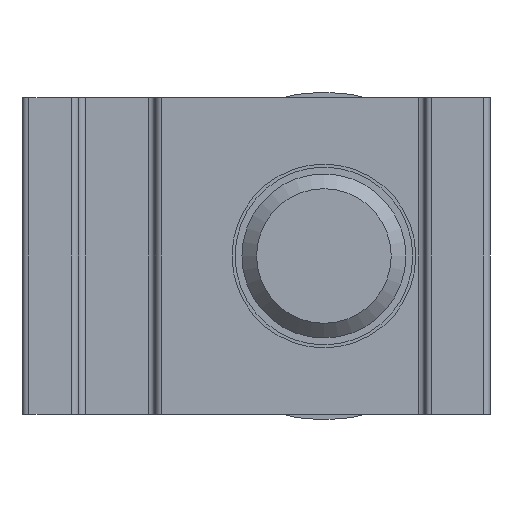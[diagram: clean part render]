
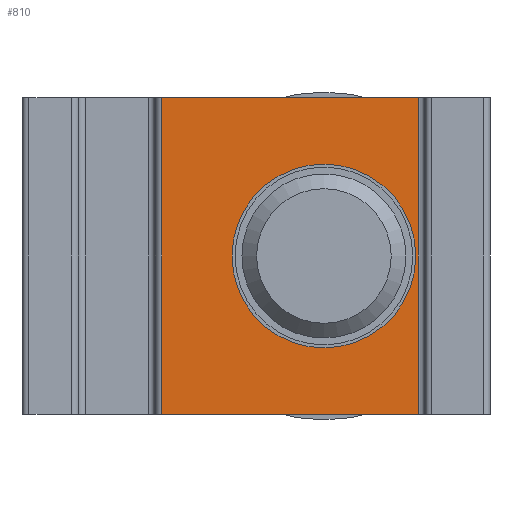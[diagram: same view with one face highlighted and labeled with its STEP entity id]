
A CAD part, front view. The second image highlights one B-rep face of the part: STEP entity #810.
In plain terms, the highlighted planar face has unit normal (0, -1, 0).
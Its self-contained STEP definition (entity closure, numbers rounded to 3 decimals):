
#55=FACE_BOUND('',#143,.T.);
#65=PLANE('',#950);
#94=FACE_OUTER_BOUND('',#142,.T.);
#142=EDGE_LOOP('',(#601,#602,#603,#604));
#143=EDGE_LOOP('',(#605));
#191=LINE('',#1308,#251);
#202=LINE('',#1345,#262);
#209=LINE('',#1365,#269);
#210=LINE('',#1367,#270);
#251=VECTOR('',#1045,10.);
#262=VECTOR('',#1076,10.);
#269=VECTOR('',#1099,10.);
#270=VECTOR('',#1102,10.);
#322=CIRCLE('',#951,6.725);
#360=VERTEX_POINT('',#1305);
#361=VERTEX_POINT('',#1307);
#377=VERTEX_POINT('',#1343);
#382=VERTEX_POINT('',#1363);
#383=VERTEX_POINT('',#1368);
#439=EDGE_CURVE('',#361,#360,#191,.T.);
#458=EDGE_CURVE('',#377,#360,#202,.T.);
#468=EDGE_CURVE('',#361,#382,#209,.T.);
#469=EDGE_CURVE('',#382,#377,#210,.T.);
#470=EDGE_CURVE('',#383,#383,#322,.T.);
#601=ORIENTED_EDGE('',*,*,#458,.F.);
#602=ORIENTED_EDGE('',*,*,#469,.F.);
#603=ORIENTED_EDGE('',*,*,#468,.F.);
#604=ORIENTED_EDGE('',*,*,#439,.T.);
#605=ORIENTED_EDGE('',*,*,#470,.T.);
#810=ADVANCED_FACE('',(#94,#55),#65,.T.);
#950=AXIS2_PLACEMENT_3D('',#1366,#1100,#1101);
#951=AXIS2_PLACEMENT_3D('',#1369,#1103,#1104);
#1045=DIRECTION('',(1.,0.,0.));
#1076=DIRECTION('',(0.,0.,-1.));
#1099=DIRECTION('',(0.,0.,1.));
#1100=DIRECTION('center_axis',(0.,-1.,0.));
#1101=DIRECTION('ref_axis',(1.,0.,0.));
#1102=DIRECTION('',(1.,0.,0.));
#1103=DIRECTION('center_axis',(0.,1.,0.));
#1104=DIRECTION('ref_axis',(1.,0.,0.));
#1305=CARTESIAN_POINT('',(-5.26,4.1,0.));
#1307=CARTESIAN_POINT('',(-24.01,4.1,0.));
#1308=CARTESIAN_POINT('',(-24.51,4.1,0.));
#1343=CARTESIAN_POINT('',(-5.26,4.1,23.17));
#1345=CARTESIAN_POINT('',(-5.26,4.1,0.));
#1363=CARTESIAN_POINT('',(-24.01,4.1,23.17));
#1365=CARTESIAN_POINT('',(-24.01,4.1,0.));
#1366=CARTESIAN_POINT('Origin',(-24.51,4.1,0.));
#1367=CARTESIAN_POINT('',(-24.51,4.1,23.17));
#1368=CARTESIAN_POINT('',(-18.88,4.1,11.585));
#1369=CARTESIAN_POINT('Origin',(-12.155,4.1,11.585));
